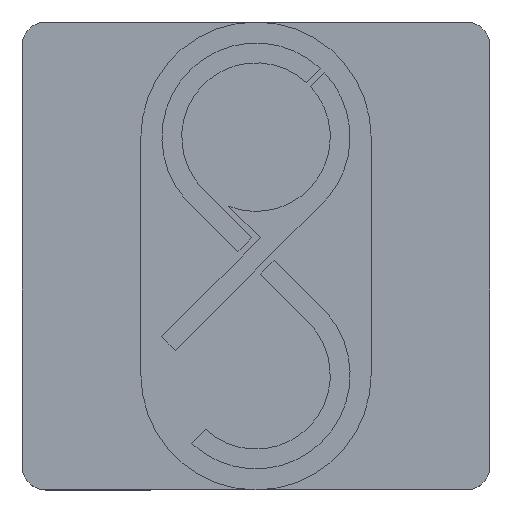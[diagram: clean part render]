
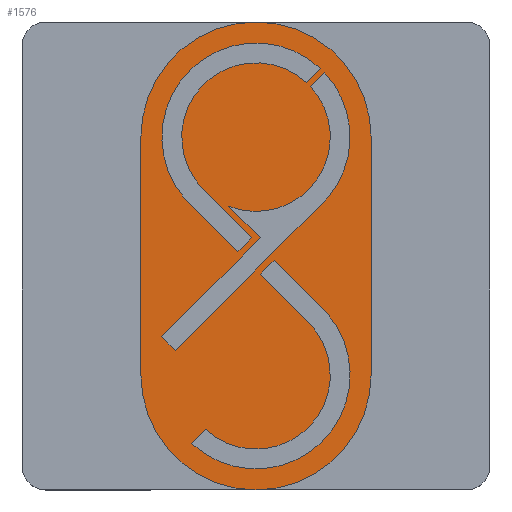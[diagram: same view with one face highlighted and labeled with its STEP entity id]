
A CAD part, top view. The second image highlights one B-rep face of the part: STEP entity #1576.
In plain terms, the highlighted planar face has unit normal (0, 0, 1).
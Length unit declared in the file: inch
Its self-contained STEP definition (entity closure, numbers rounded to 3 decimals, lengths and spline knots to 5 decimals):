
#39=FACE_BOUND('',#274,.T.);
#40=FACE_BOUND('',#275,.T.);
#41=FACE_BOUND('',#276,.T.);
#47=CIRCLE('',#1703,0.2375);
#49=CIRCLE('',#1707,0.1875);
#51=CIRCLE('',#1713,0.1875);
#53=CIRCLE('',#1719,0.2375);
#55=CIRCLE('',#1724,0.2375);
#57=CIRCLE('',#1731,0.1875);
#66=CIRCLE('',#1744,0.29055);
#67=CIRCLE('',#1747,0.29055);
#178=FACE_OUTER_BOUND('',#273,.T.);
#273=EDGE_LOOP('',(#1177,#1178,#1179,#1180));
#274=EDGE_LOOP('',(#1181,#1182,#1183,#1184,#1185,#1186));
#275=EDGE_LOOP('',(#1187,#1188,#1189,#1190,#1191,#1192));
#276=EDGE_LOOP('',(#1193,#1194,#1195,#1196,#1197,#1198,#1199));
#345=LINE('',#2372,#501);
#349=LINE('',#2379,#505);
#353=LINE('',#2391,#509);
#356=LINE('',#2400,#512);
#359=LINE('',#2409,#515);
#364=LINE('',#2422,#520);
#367=LINE('',#2428,#523);
#370=LINE('',#2434,#526);
#373=LINE('',#2446,#529);
#378=LINE('',#2459,#534);
#381=LINE('',#2465,#537);
#384=LINE('',#2471,#540);
#387=LINE('',#2477,#543);
#399=LINE('',#2523,#555);
#401=LINE('',#2529,#557);
#501=VECTOR('',#1875,0.3937);
#505=VECTOR('',#1881,0.3937);
#509=VECTOR('',#1893,0.3937);
#512=VECTOR('',#1904,0.3937);
#515=VECTOR('',#1911,0.3937);
#520=VECTOR('',#1924,0.3937);
#523=VECTOR('',#1929,0.3937);
#526=VECTOR('',#1934,0.3937);
#529=VECTOR('',#1947,0.3937);
#534=VECTOR('',#1960,0.3937);
#537=VECTOR('',#1965,0.3937);
#540=VECTOR('',#1970,0.3937);
#543=VECTOR('',#1975,0.3937);
#555=VECTOR('',#2021,0.3937);
#557=VECTOR('',#2029,0.3937);
#657=VERTEX_POINT('',#2369);
#658=VERTEX_POINT('',#2371);
#660=VERTEX_POINT('',#2377);
#662=VERTEX_POINT('',#2383);
#664=VERTEX_POINT('',#2389);
#666=VERTEX_POINT('',#2395);
#669=VERTEX_POINT('',#2406);
#670=VERTEX_POINT('',#2408);
#672=VERTEX_POINT('',#2414);
#674=VERTEX_POINT('',#2420);
#676=VERTEX_POINT('',#2426);
#678=VERTEX_POINT('',#2432);
#681=VERTEX_POINT('',#2443);
#682=VERTEX_POINT('',#2445);
#684=VERTEX_POINT('',#2451);
#686=VERTEX_POINT('',#2457);
#688=VERTEX_POINT('',#2463);
#690=VERTEX_POINT('',#2469);
#692=VERTEX_POINT('',#2475);
#707=VERTEX_POINT('',#2515);
#708=VERTEX_POINT('',#2517);
#709=VERTEX_POINT('',#2521);
#710=VERTEX_POINT('',#2525);
#807=EDGE_CURVE('',#658,#657,#345,.T.);
#811=EDGE_CURVE('',#657,#660,#349,.T.);
#814=EDGE_CURVE('',#660,#662,#47,.T.);
#817=EDGE_CURVE('',#662,#664,#353,.T.);
#820=EDGE_CURVE('',#664,#666,#49,.T.);
#822=EDGE_CURVE('',#666,#658,#356,.T.);
#825=EDGE_CURVE('',#670,#669,#359,.T.);
#829=EDGE_CURVE('',#669,#672,#51,.T.);
#832=EDGE_CURVE('',#672,#674,#364,.T.);
#835=EDGE_CURVE('',#674,#676,#367,.T.);
#838=EDGE_CURVE('',#676,#678,#370,.T.);
#840=EDGE_CURVE('',#678,#670,#53,.T.);
#843=EDGE_CURVE('',#682,#681,#373,.T.);
#847=EDGE_CURVE('',#681,#684,#55,.T.);
#850=EDGE_CURVE('',#684,#686,#378,.T.);
#853=EDGE_CURVE('',#686,#688,#381,.T.);
#856=EDGE_CURVE('',#688,#690,#384,.T.);
#859=EDGE_CURVE('',#690,#692,#387,.T.);
#861=EDGE_CURVE('',#692,#682,#57,.T.);
#879=EDGE_CURVE('',#708,#707,#66,.T.);
#882=EDGE_CURVE('',#707,#709,#399,.T.);
#884=EDGE_CURVE('',#709,#710,#67,.T.);
#885=EDGE_CURVE('',#710,#708,#401,.T.);
#1177=ORIENTED_EDGE('',*,*,#884,.T.);
#1178=ORIENTED_EDGE('',*,*,#885,.T.);
#1179=ORIENTED_EDGE('',*,*,#879,.T.);
#1180=ORIENTED_EDGE('',*,*,#882,.T.);
#1181=ORIENTED_EDGE('',*,*,#807,.T.);
#1182=ORIENTED_EDGE('',*,*,#811,.T.);
#1183=ORIENTED_EDGE('',*,*,#814,.T.);
#1184=ORIENTED_EDGE('',*,*,#817,.T.);
#1185=ORIENTED_EDGE('',*,*,#820,.T.);
#1186=ORIENTED_EDGE('',*,*,#822,.T.);
#1187=ORIENTED_EDGE('',*,*,#825,.T.);
#1188=ORIENTED_EDGE('',*,*,#829,.T.);
#1189=ORIENTED_EDGE('',*,*,#832,.T.);
#1190=ORIENTED_EDGE('',*,*,#835,.T.);
#1191=ORIENTED_EDGE('',*,*,#838,.T.);
#1192=ORIENTED_EDGE('',*,*,#840,.T.);
#1193=ORIENTED_EDGE('',*,*,#843,.T.);
#1194=ORIENTED_EDGE('',*,*,#847,.T.);
#1195=ORIENTED_EDGE('',*,*,#850,.T.);
#1196=ORIENTED_EDGE('',*,*,#853,.T.);
#1197=ORIENTED_EDGE('',*,*,#856,.T.);
#1198=ORIENTED_EDGE('',*,*,#859,.T.);
#1199=ORIENTED_EDGE('',*,*,#861,.T.);
#1505=PLANE('',#1755);
#1576=ADVANCED_FACE('',(#178,#39,#40,#41),#1505,.T.);
#1703=AXIS2_PLACEMENT_3D('',#2385,#1887,#1888);
#1707=AXIS2_PLACEMENT_3D('',#2397,#1899,#1900);
#1713=AXIS2_PLACEMENT_3D('',#2416,#1918,#1919);
#1719=AXIS2_PLACEMENT_3D('',#2437,#1939,#1940);
#1724=AXIS2_PLACEMENT_3D('',#2453,#1954,#1955);
#1731=AXIS2_PLACEMENT_3D('',#2480,#1980,#1981);
#1744=AXIS2_PLACEMENT_3D('',#2518,#2015,#2016);
#1747=AXIS2_PLACEMENT_3D('',#2527,#2025,#2026);
#1755=AXIS2_PLACEMENT_3D('',#2548,#2049,#2050);
#1875=DIRECTION('',(0.707,0.707,0.));
#1881=DIRECTION('',(0.707,-0.707,0.));
#1887=DIRECTION('center_axis',(0.,0.,-1.));
#1888=DIRECTION('ref_axis',(1.,0.,0.));
#1893=DIRECTION('',(0.682,0.731,0.));
#1899=DIRECTION('center_axis',(0.,0.,1.));
#1900=DIRECTION('ref_axis',(-1.,0.,0.));
#1904=DIRECTION('',(-0.707,0.707,0.));
#1911=DIRECTION('',(-0.682,-0.731,0.));
#1918=DIRECTION('center_axis',(0.,0.,1.));
#1919=DIRECTION('ref_axis',(-1.,0.,0.));
#1924=DIRECTION('',(0.707,-0.707,0.));
#1929=DIRECTION('',(-0.707,-0.707,0.));
#1934=DIRECTION('',(-0.707,0.707,0.));
#1939=DIRECTION('center_axis',(0.,0.,-1.));
#1940=DIRECTION('ref_axis',(1.,0.,0.));
#1947=DIRECTION('',(0.731,0.682,0.));
#1954=DIRECTION('center_axis',(0.,0.,-1.));
#1955=DIRECTION('ref_axis',(1.,0.,0.));
#1960=DIRECTION('',(-0.707,-0.707,0.));
#1965=DIRECTION('',(-0.707,0.707,0.));
#1970=DIRECTION('',(0.707,0.707,0.));
#1975=DIRECTION('',(-0.707,0.707,0.));
#1980=DIRECTION('center_axis',(0.,0.,1.));
#1981=DIRECTION('ref_axis',(-1.,0.,0.));
#2015=DIRECTION('center_axis',(0.,0.,1.));
#2016=DIRECTION('ref_axis',(-1.,0.,0.));
#2021=DIRECTION('',(0.,1.,0.));
#2025=DIRECTION('center_axis',(0.,0.,1.));
#2026=DIRECTION('ref_axis',(-1.,0.,0.));
#2029=DIRECTION('',(0.,-1.,0.));
#2049=DIRECTION('center_axis',(0.,0.,1.));
#2050=DIRECTION('ref_axis',(1.,0.,0.));
#2369=CARTESIAN_POINT('',(0.0457,-0.01087,0.09));
#2371=CARTESIAN_POINT('',(0.01087,-0.0457,0.09));
#2372=CARTESIAN_POINT('',(0.03699,-0.01958,0.09));
#2377=CARTESIAN_POINT('',(0.18063,-0.14579,0.09));
#2379=CARTESIAN_POINT('',(0.09902,-0.06419,0.09));
#2383=CARTESIAN_POINT('',(-0.16197,-0.4737,0.09));
#2385=CARTESIAN_POINT('Origin',(0.,-0.3,0.09));
#2389=CARTESIAN_POINT('',(-0.12787,-0.43713,0.09));
#2391=CARTESIAN_POINT('',(0.01088,-0.28833,0.09));
#2395=CARTESIAN_POINT('',(0.13258,-0.16742,0.09));
#2397=CARTESIAN_POINT('Origin',(0.,-0.3,0.09));
#2400=CARTESIAN_POINT('',(-0.00328,-0.03156,0.09));
#2406=CARTESIAN_POINT('',(0.12787,0.43713,0.09));
#2408=CARTESIAN_POINT('',(0.16197,0.4737,0.09));
#2409=CARTESIAN_POINT('',(-0.01088,0.28833,0.09));
#2414=CARTESIAN_POINT('',(-0.13258,0.16742,0.09));
#2416=CARTESIAN_POINT('Origin',(0.,0.3,0.09));
#2420=CARTESIAN_POINT('',(-0.01087,0.0457,0.09));
#2422=CARTESIAN_POINT('',(0.00328,0.03156,0.09));
#2426=CARTESIAN_POINT('',(-0.0457,0.01087,0.09));
#2428=CARTESIAN_POINT('',(-0.03699,0.01958,0.09));
#2432=CARTESIAN_POINT('',(-0.18063,0.14579,0.09));
#2434=CARTESIAN_POINT('',(-0.09902,0.06419,0.09));
#2437=CARTESIAN_POINT('Origin',(0.,0.3,0.09));
#2443=CARTESIAN_POINT('',(0.1737,0.46197,0.09));
#2445=CARTESIAN_POINT('',(0.13713,0.42787,0.09));
#2446=CARTESIAN_POINT('',(0.01203,0.31122,0.09));
#2451=CARTESIAN_POINT('',(0.15421,0.11937,0.09));
#2453=CARTESIAN_POINT('Origin',(0.,0.3,0.09));
#2457=CARTESIAN_POINT('',(-0.20355,-0.23839,0.09));
#2459=CARTESIAN_POINT('',(-0.09307,-0.1279,0.09));
#2463=CARTESIAN_POINT('',(-0.23839,-0.20355,0.09));
#2465=CARTESIAN_POINT('',(-0.22968,-0.21226,0.09));
#2469=CARTESIAN_POINT('',(0.01087,0.0457,0.09));
#2471=CARTESIAN_POINT('',(-0.00328,0.03156,0.09));
#2475=CARTESIAN_POINT('',(-0.06915,0.12572,0.09));
#2477=CARTESIAN_POINT('',(-0.02043,0.077,0.09));
#2480=CARTESIAN_POINT('Origin',(0.,0.3,0.09));
#2515=CARTESIAN_POINT('',(0.29055,-0.3,0.09));
#2517=CARTESIAN_POINT('',(-0.29055,-0.3,0.09));
#2518=CARTESIAN_POINT('Origin',(0.,-0.3,0.09));
#2521=CARTESIAN_POINT('',(0.29055,0.3,0.09));
#2523=CARTESIAN_POINT('',(0.29055,0.15,0.09));
#2525=CARTESIAN_POINT('',(-0.29055,0.3,0.09));
#2527=CARTESIAN_POINT('Origin',(0.,0.3,0.09));
#2529=CARTESIAN_POINT('',(-0.29055,-0.15,0.09));
#2548=CARTESIAN_POINT('Origin',(0.,0.,0.09));
